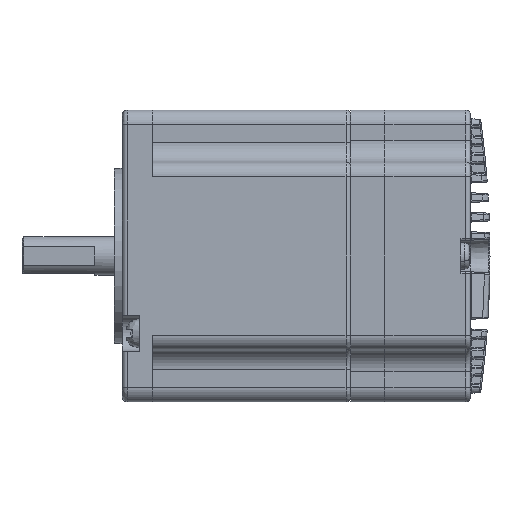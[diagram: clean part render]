
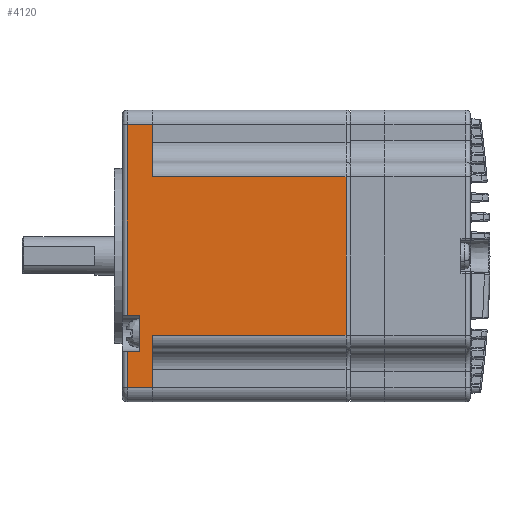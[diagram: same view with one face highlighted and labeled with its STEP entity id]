
A CAD part, front view. The second image highlights one B-rep face of the part: STEP entity #4120.
In plain terms, the highlighted face is planar.
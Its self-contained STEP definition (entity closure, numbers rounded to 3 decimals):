
#665 = CARTESIAN_POINT ( 'NONE',  ( 92.176, 15.692, -208.5 ) ) ;
#3107 = CARTESIAN_POINT ( 'NONE',  ( 78.476, 15.692, -205.7 ) ) ;
#3804 = LINE ( 'NONE', #101187, #94215 ) ;
#4120 = ADVANCED_FACE ( 'NONE', ( #101972 ), #69759, .T. ) ;
#5865 = VECTOR ( 'NONE', #96766, 1000. ) ;
#5910 = DIRECTION ( 'NONE',  ( 0., 0., 1. ) ) ;
#7607 = CARTESIAN_POINT ( 'NONE',  ( 92.176, 15.692, -211. ) ) ;
#8080 = CARTESIAN_POINT ( 'NONE',  ( 92.176, 15.692, -211. ) ) ;
#8964 = CARTESIAN_POINT ( 'NONE',  ( 49.976, 15.692, -211. ) ) ;
#9051 = ORIENTED_EDGE ( 'NONE', *, *, #39768, .T. ) ;
#10247 = EDGE_CURVE ( 'NONE', #59300, #17569, #37287, .T. ) ;
#10624 = EDGE_CURVE ( 'NONE', #110116, #104544, #3804, .T. ) ;
#13970 = CARTESIAN_POINT ( 'NONE',  ( 45.876, 15.692, -205.7 ) ) ;
#17000 = VERTEX_POINT ( 'NONE', #3107 ) ;
#17334 = EDGE_CURVE ( 'NONE', #17000, #25840, #29556, .T. ) ;
#17569 = VERTEX_POINT ( 'NONE', #109905 ) ;
#18197 = DIRECTION ( 'NONE',  ( -1., 0., 0. ) ) ;
#21557 = CARTESIAN_POINT ( 'NONE',  ( 89.176, 15.692, -211. ) ) ;
#22424 = CARTESIAN_POINT ( 'NONE',  ( 89.176, 15.692, -205.7 ) ) ;
#24786 = EDGE_CURVE ( 'NONE', #47348, #110071, #71093, .T. ) ;
#25840 = VERTEX_POINT ( 'NONE', #22424 ) ;
#26168 = VECTOR ( 'NONE', #41572, 1000. ) ;
#26559 = CARTESIAN_POINT ( 'NONE',  ( 92.176, 15.692, -205.7 ) ) ;
#28951 = LINE ( 'NONE', #7607, #109610 ) ;
#29556 = LINE ( 'NONE', #78917, #5865 ) ;
#29996 = CARTESIAN_POINT ( 'NONE',  ( 35.176, 15.692, -211. ) ) ;
#31396 = EDGE_CURVE ( 'NONE', #77524, #88295, #28951, .T. ) ;
#31511 = CARTESIAN_POINT ( 'NONE',  ( 49.976, 15.692, -208.5 ) ) ;
#32775 = CARTESIAN_POINT ( 'NONE',  ( 35.176, 15.692, -212. ) ) ;
#34735 = CARTESIAN_POINT ( 'NONE',  ( 89.176, 15.692, -212. ) ) ;
#35501 = DIRECTION ( 'NONE',  ( 0., 0., -1. ) ) ;
#35936 = ORIENTED_EDGE ( 'NONE', *, *, #66244, .T. ) ;
#37234 = LINE ( 'NONE', #26559, #108219 ) ;
#37287 = LINE ( 'NONE', #13970, #26168 ) ;
#37994 = ORIENTED_EDGE ( 'NONE', *, *, #83379, .T. ) ;
#38852 = ORIENTED_EDGE ( 'NONE', *, *, #24786, .T. ) ;
#39670 = LINE ( 'NONE', #665, #103716 ) ;
#39768 = EDGE_CURVE ( 'NONE', #61493, #17000, #96916, .T. ) ;
#39969 = EDGE_CURVE ( 'NONE', #88295, #105242, #52388, .T. ) ;
#41572 = DIRECTION ( 'NONE',  ( 0., 0., -1. ) ) ;
#45610 = ORIENTED_EDGE ( 'NONE', *, *, #74244, .F. ) ;
#46817 = VECTOR ( 'NONE', #51197, 1000. ) ;
#47348 = VERTEX_POINT ( 'NONE', #29996 ) ;
#51197 = DIRECTION ( 'NONE',  ( 0., 0., 1. ) ) ;
#51216 = DIRECTION ( 'NONE',  ( -1., 0., 0. ) ) ;
#51678 = CARTESIAN_POINT ( 'NONE',  ( 78.476, 15.692, -166. ) ) ;
#52388 = LINE ( 'NONE', #97423, #46817 ) ;
#53609 = DIRECTION ( 'NONE',  ( -1., 0., 0. ) ) ;
#54309 = EDGE_LOOP ( 'NONE', ( #65644, #38852, #37994, #55054, #45610, #9051, #84666, #35936, #91084, #85591, #67521, #87411 ) ) ;
#55054 = ORIENTED_EDGE ( 'NONE', *, *, #10247, .F. ) ;
#59300 = VERTEX_POINT ( 'NONE', #71393 ) ;
#61493 = VERTEX_POINT ( 'NONE', #51678 ) ;
#61759 = EDGE_CURVE ( 'NONE', #105242, #110116, #39670, .T. ) ;
#65643 = DIRECTION ( 'NONE',  ( 0., 0., -1. ) ) ;
#65644 = ORIENTED_EDGE ( 'NONE', *, *, #76826, .T. ) ;
#66244 = EDGE_CURVE ( 'NONE', #25840, #77524, #86785, .T. ) ;
#67002 = AXIS2_PLACEMENT_3D ( 'NONE', #115187, #87620, #70525 ) ;
#67260 = VECTOR ( 'NONE', #35501, 1000. ) ;
#67521 = ORIENTED_EDGE ( 'NONE', *, *, #61759, .T. ) ;
#68311 = VECTOR ( 'NONE', #53609, 1000. ) ;
#69759 = PLANE ( 'NONE',  #67002 ) ;
#70525 = DIRECTION ( 'NONE',  ( 0., 0., 1. ) ) ;
#70528 = CARTESIAN_POINT ( 'NONE',  ( 78.476, 15.692, -166. ) ) ;
#70779 = CARTESIAN_POINT ( 'NONE',  ( 42.576, 15.692, -208.5 ) ) ;
#71093 = LINE ( 'NONE', #32775, #101575 ) ;
#71114 = LINE ( 'NONE', #8080, #68311 ) ;
#71345 = DIRECTION ( 'NONE',  ( 0., 0., -1. ) ) ;
#71393 = CARTESIAN_POINT ( 'NONE',  ( 45.876, 15.692, -166. ) ) ;
#74244 = EDGE_CURVE ( 'NONE', #61493, #59300, #93923, .T. ) ;
#75786 = CARTESIAN_POINT ( 'NONE',  ( 78.476, 15.692, -212. ) ) ;
#76826 = EDGE_CURVE ( 'NONE', #104544, #47348, #71114, .T. ) ;
#77524 = VERTEX_POINT ( 'NONE', #21557 ) ;
#78567 = CARTESIAN_POINT ( 'NONE',  ( 42.576, 15.692, -211. ) ) ;
#78917 = CARTESIAN_POINT ( 'NONE',  ( 92.176, 15.692, -205.7 ) ) ;
#83379 = EDGE_CURVE ( 'NONE', #110071, #17569, #37234, .T. ) ;
#84666 = ORIENTED_EDGE ( 'NONE', *, *, #17334, .T. ) ;
#85591 = ORIENTED_EDGE ( 'NONE', *, *, #39969, .T. ) ;
#86785 = LINE ( 'NONE', #34735, #67260 ) ;
#87411 = ORIENTED_EDGE ( 'NONE', *, *, #10624, .T. ) ;
#87620 = DIRECTION ( 'NONE',  ( 0., 1., 0. ) ) ;
#88295 = VERTEX_POINT ( 'NONE', #8964 ) ;
#88555 = VECTOR ( 'NONE', #65643, 1000. ) ;
#91084 = ORIENTED_EDGE ( 'NONE', *, *, #31396, .T. ) ;
#93923 = LINE ( 'NONE', #70528, #105075 ) ;
#94215 = VECTOR ( 'NONE', #71345, 1000. ) ;
#96138 = DIRECTION ( 'NONE',  ( -1., 0., 0. ) ) ;
#96766 = DIRECTION ( 'NONE',  ( 1., 0., 0. ) ) ;
#96916 = LINE ( 'NONE', #75786, #88555 ) ;
#97157 = CARTESIAN_POINT ( 'NONE',  ( 35.176, 15.692, -205.7 ) ) ;
#97423 = CARTESIAN_POINT ( 'NONE',  ( 49.976, 15.692, -212. ) ) ;
#101187 = CARTESIAN_POINT ( 'NONE',  ( 42.576, 15.692, -212. ) ) ;
#101575 = VECTOR ( 'NONE', #5910, 1000. ) ;
#101972 = FACE_OUTER_BOUND ( 'NONE', #54309, .T. ) ;
#103716 = VECTOR ( 'NONE', #18197, 1000. ) ;
#104544 = VERTEX_POINT ( 'NONE', #78567 ) ;
#105075 = VECTOR ( 'NONE', #96138, 1000. ) ;
#105242 = VERTEX_POINT ( 'NONE', #31511 ) ;
#108183 = DIRECTION ( 'NONE',  ( 1., 0., 0. ) ) ;
#108219 = VECTOR ( 'NONE', #108183, 1000. ) ;
#109610 = VECTOR ( 'NONE', #51216, 1000. ) ;
#109905 = CARTESIAN_POINT ( 'NONE',  ( 45.876, 15.692, -205.7 ) ) ;
#110071 = VERTEX_POINT ( 'NONE', #97157 ) ;
#110116 = VERTEX_POINT ( 'NONE', #70779 ) ;
#115187 = CARTESIAN_POINT ( 'NONE',  ( 92.176, 15.692, -212. ) ) ;
